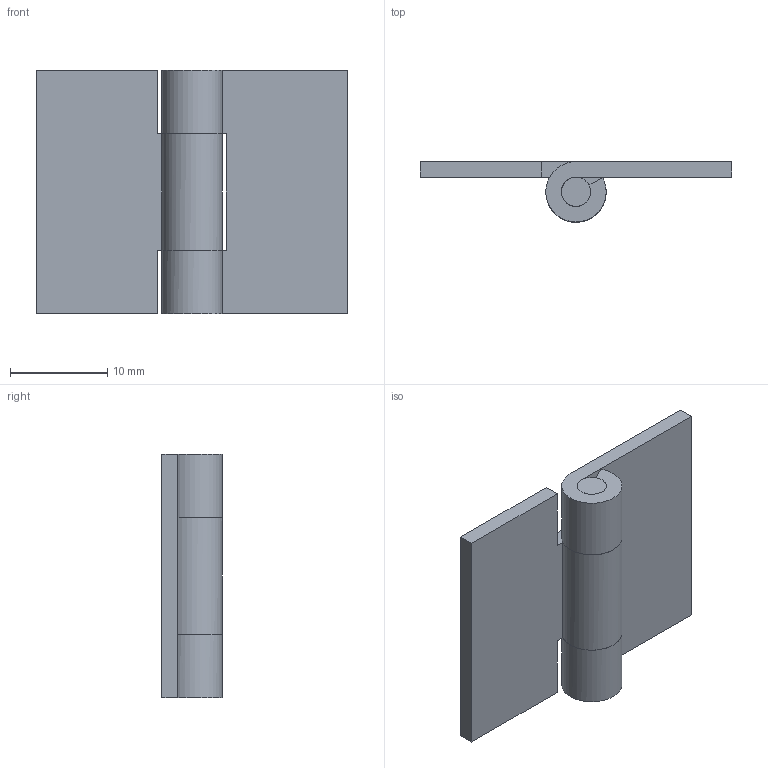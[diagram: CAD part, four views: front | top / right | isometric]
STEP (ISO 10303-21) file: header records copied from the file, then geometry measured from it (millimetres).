
FILE_DESCRIPTION((''),'2;1');
FILE_NAME('','2005-04-20T10:13:01',(''),(''),'','CADfix','');
FILE_SCHEMA(('AUTOMOTIVE_DESIGN'));
Length unit declared in the file: millimetre
Products named in the file (4): hinge piece_B; hinge piece_A; shaft; TH_78_1_16517_36
Assembly tree (3 placements, depth 2):
  TH_78_1_16517_36
    hinge piece_B
    hinge piece_A
    shaft
Bounding box: 32 x 6.2 x 25 mm (x, y, z)
Volume: 1795.4 mm3; surface area: 2661.3 mm2
Topology: 3 solids, 3 shells, 30 faces, 78 edges, 54 vertices
Faces by surface type: bspline 30
Entity records: 1081 total; most frequent: CARTESIAN_POINT 516, ORIENTED_EDGE 156, EDGE_CURVE 78, QUASI_UNIFORM_CURVE 58, VERTEX_POINT 54, EDGE_LOOP 30, FACE_OUTER_BOUND 30, ADVANCED_FACE 30
